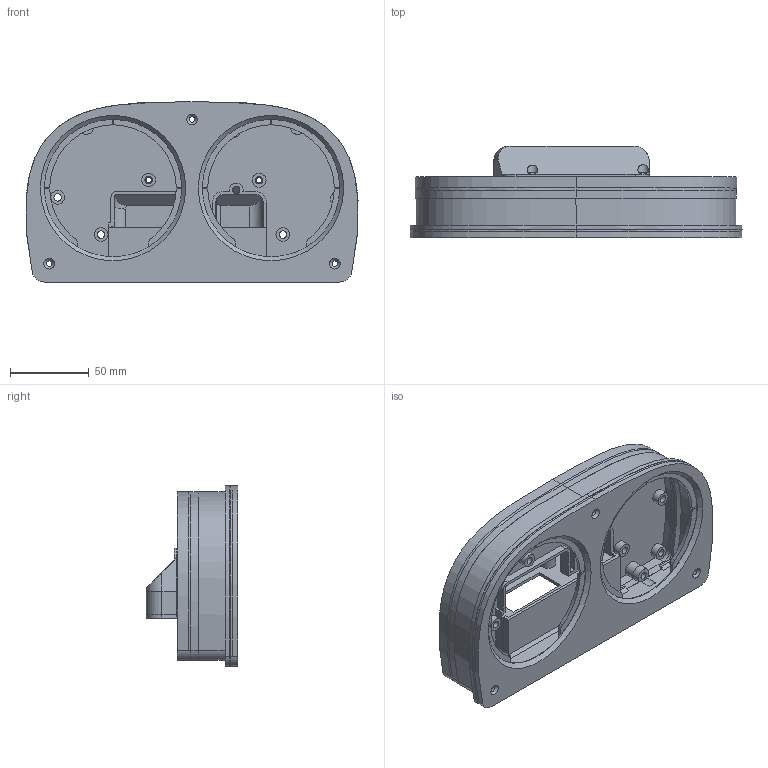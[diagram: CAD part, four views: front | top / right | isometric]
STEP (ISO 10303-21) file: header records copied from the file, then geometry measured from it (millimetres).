
FILE_DESCRIPTION(/* description */ ('STEP AP242 Edition 2','CAx-IF Rec.Pracs.---Representation and Presentation of Product Manufacturing Information (PMI)---4.0---2014-10-13','CAx-IF Rec.Pracs.---3D Tessellated Geometry---0.4---2014-09-14','2;1','CAx-IF Rec.Pracs.---User Defined Attributes---1.5---2016-08-15'),/* implementation_level */ '2;1');
FILE_NAME(/* name */ '69629dced618b01075c433f2',/* time_stamp */ '2026-01-10T18:43:27Z',/* author */ (''),/* organization */ (''),/* preprocessor_version */ 'ST-DEVELOPER v20',/* originating_system */ 'ONSHAPE BY PTC INC, 1.209',/* authorisation */ ' ');
FILE_SCHEMA (('AP242_MANAGED_MODEL_BASED_3D_ENGINEERING_MIM_LF { 1 0 10303 442 3 1 4 }'));
Length unit declared in the file: metre
Products named in the file (6): Screen support plate; Closing plate; Fascia; Main back; Mid piece; Cover backside
Bounding box: 210.13 x 58.11 x 114.03 mm (x, y, z)
Volume: 156184.9 mm3; surface area: 146600.1 mm2
Topology: 6 solids, 6 shells, 394 faces, 1082 edges, 715 vertices
Faces by surface type: plane 157, cylinder 124, cone 65, bspline 48
Full cylindrical faces by diameter (mm): 3.4 x2, 3.6 x9, 4.6 x4, 4.7 x12, 5.7 x4, 7.6 x3, 8.7 x10, 87 x2, 96.86 x2
Entity records: 15993 total; most frequent: CARTESIAN_POINT 6186, ORIENTED_EDGE 1960, DIRECTION 1929, EDGE_CURVE 980, AXIS2_PLACEMENT_3D 699, VERTEX_POINT 684, EDGE_LOOP 550, FACE_BOUND 550
